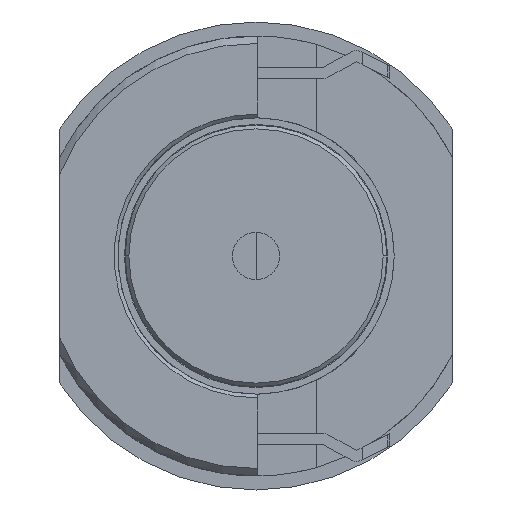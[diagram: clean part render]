
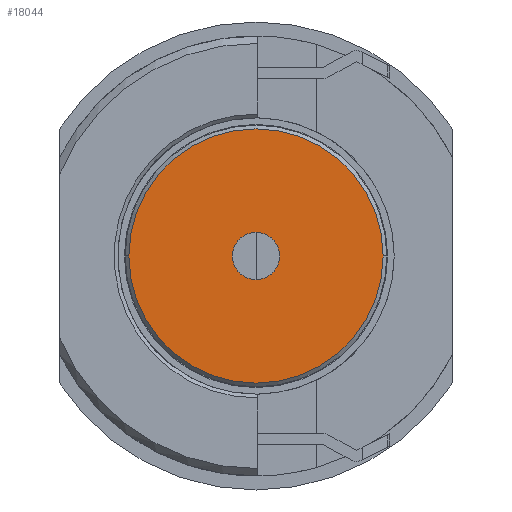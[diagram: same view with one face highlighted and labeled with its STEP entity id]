
A CAD part, left-side view. The second image highlights one B-rep face of the part: STEP entity #18044.
In plain terms, the highlighted planar face has unit normal (-1, 0, 0).
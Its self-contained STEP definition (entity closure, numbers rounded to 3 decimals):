
#17949=CARTESIAN_POINT('',(-0.89,0.,0.));
#17950=DIRECTION('',(-1.,0.,0.));
#17951=DIRECTION('',(0.,-1.,0.));
#17952=AXIS2_PLACEMENT_3D('',#17949,#17950,#17951);
#17954=CARTESIAN_POINT('',(-0.89,0.,0.));
#17955=DIRECTION('',(-1.,0.,0.));
#17956=DIRECTION('',(0.,1.,0.));
#17957=AXIS2_PLACEMENT_3D('',#17954,#17955,#17956);
#17959=CARTESIAN_POINT('',(-0.89,0.,0.));
#17960=DIRECTION('',(-1.,0.,0.));
#17961=DIRECTION('',(0.,1.,0.));
#17962=AXIS2_PLACEMENT_3D('',#17959,#17960,#17961);
#17964=CARTESIAN_POINT('',(-0.89,0.,0.));
#17965=DIRECTION('',(-1.,0.,0.));
#17966=DIRECTION('',(0.,-1.,0.));
#17967=AXIS2_PLACEMENT_3D('',#17964,#17965,#17966);
#18007=CARTESIAN_POINT('',(-0.89,0.64,0.));
#18008=CARTESIAN_POINT('',(-0.89,-0.64,0.));
#18009=VERTEX_POINT('',#18007);
#18010=VERTEX_POINT('',#18008);
#18019=CARTESIAN_POINT('',(-0.89,3.45,0.));
#18020=CARTESIAN_POINT('',(-0.89,-3.45,0.));
#18021=VERTEX_POINT('',#18019);
#18022=VERTEX_POINT('',#18020);
#18027=CARTESIAN_POINT('',(-0.89,0.,0.));
#18028=DIRECTION('',(-1.,0.,0.));
#18029=DIRECTION('',(0.,1.,0.));
#18030=AXIS2_PLACEMENT_3D('',#18027,#18028,#18029);
#18031=PLANE('',#18030);
#18033=ORIENTED_EDGE('',*,*,#18032,.F.);
#18035=ORIENTED_EDGE('',*,*,#18034,.F.);
#18036=EDGE_LOOP('',(#18033,#18035));
#18037=FACE_OUTER_BOUND('',#18036,.F.);
#18039=ORIENTED_EDGE('',*,*,#18038,.T.);
#18041=ORIENTED_EDGE('',*,*,#18040,.T.);
#18042=EDGE_LOOP('',(#18039,#18041));
#18043=FACE_BOUND('',#18042,.F.);
#17953=CIRCLE('',#17952,0.64);
#17958=CIRCLE('',#17957,0.64);
#17963=CIRCLE('',#17962,3.45);
#17968=CIRCLE('',#17967,3.45);
#18032=EDGE_CURVE('',#18021,#18022,#17963,.T.);
#18034=EDGE_CURVE('',#18022,#18021,#17968,.T.);
#18038=EDGE_CURVE('',#18010,#18009,#17953,.T.);
#18040=EDGE_CURVE('',#18009,#18010,#17958,.T.);
#18044=ADVANCED_FACE('',(#18037,#18043),#18031,.T.);
